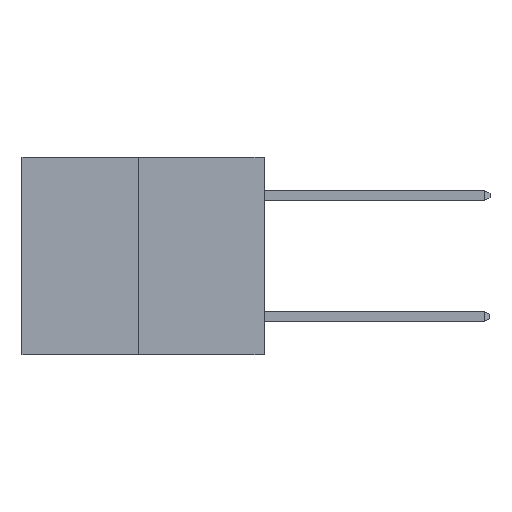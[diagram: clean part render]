
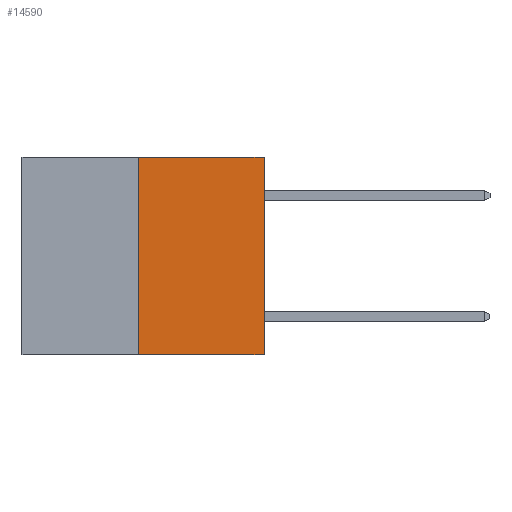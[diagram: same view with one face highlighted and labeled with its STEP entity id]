
A CAD part, left-side view. The second image highlights one B-rep face of the part: STEP entity #14590.
In plain terms, the highlighted planar face has unit normal (-1, 0, 0).
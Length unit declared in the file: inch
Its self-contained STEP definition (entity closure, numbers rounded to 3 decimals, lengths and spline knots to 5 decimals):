
#321 = LINE ( 'NONE', #7028, #15653 ) ;
#916 = AXIS2_PLACEMENT_3D ( 'NONE', #14426, #13275, #1860 ) ;
#994 = ORIENTED_EDGE ( 'NONE', *, *, #1135, .F. ) ;
#1135 = EDGE_CURVE ( 'NONE', #5028, #6867, #4938, .T. ) ;
#1139 = VERTEX_POINT ( 'NONE', #15530 ) ;
#1801 = PLANE ( 'NONE',  #916 ) ;
#1860 = DIRECTION ( 'NONE',  ( 0., 0., -1. ) ) ;
#1979 = LINE ( 'NONE', #12689, #12717 ) ;
#3353 = ORIENTED_EDGE ( 'NONE', *, *, #3668, .T. ) ;
#3485 = CARTESIAN_POINT ( 'NONE',  ( 0., 0.6, -0.49 ) ) ;
#3647 = VECTOR ( 'NONE', #12352, 39.37008 ) ;
#3668 = EDGE_CURVE ( 'NONE', #5028, #1139, #8480, .T. ) ;
#3920 = VECTOR ( 'NONE', #3927, 39.37008 ) ;
#3927 = DIRECTION ( 'NONE',  ( 0., 0., 1. ) ) ;
#4938 = LINE ( 'NONE', #7746, #3920 ) ;
#5028 = VERTEX_POINT ( 'NONE', #16138 ) ;
#6867 = VERTEX_POINT ( 'NONE', #15886 ) ;
#7009 = ORIENTED_EDGE ( 'NONE', *, *, #10840, .F. ) ;
#7028 = CARTESIAN_POINT ( 'NONE',  ( 0., 0.6, 0. ) ) ;
#7746 = CARTESIAN_POINT ( 'NONE',  ( 0., 0.312, -0.49 ) ) ;
#7757 = DIRECTION ( 'NONE',  ( 0., 0., 1. ) ) ;
#8206 = DIRECTION ( 'NONE',  ( 0., -1., 0. ) ) ;
#8480 = LINE ( 'NONE', #3485, #3647 ) ;
#9009 = VERTEX_POINT ( 'NONE', #10902 ) ;
#9665 = ORIENTED_EDGE ( 'NONE', *, *, #11866, .T. ) ;
#10840 = EDGE_CURVE ( 'NONE', #6867, #9009, #321, .T. ) ;
#10902 = CARTESIAN_POINT ( 'NONE',  ( 0., 0., 0. ) ) ;
#11866 = EDGE_CURVE ( 'NONE', #1139, #9009, #1979, .T. ) ;
#12352 = DIRECTION ( 'NONE',  ( 0., -1., 0. ) ) ;
#12689 = CARTESIAN_POINT ( 'NONE',  ( 0., 0., 0. ) ) ;
#12717 = VECTOR ( 'NONE', #7757, 39.37008 ) ;
#13275 = DIRECTION ( 'NONE',  ( 1., 0., 0. ) ) ;
#14426 = CARTESIAN_POINT ( 'NONE',  ( 0., 0.6, 0. ) ) ;
#14590 = ADVANCED_FACE ( 'NONE', ( #15224 ), #1801, .F. ) ;
#15224 = FACE_OUTER_BOUND ( 'NONE', #16413, .T. ) ;
#15530 = CARTESIAN_POINT ( 'NONE',  ( 0., 0., -0.49 ) ) ;
#15653 = VECTOR ( 'NONE', #8206, 39.37008 ) ;
#15886 = CARTESIAN_POINT ( 'NONE',  ( 0., 0.312, 0. ) ) ;
#16138 = CARTESIAN_POINT ( 'NONE',  ( 0., 0.312, -0.49 ) ) ;
#16413 = EDGE_LOOP ( 'NONE', ( #994, #3353, #9665, #7009 ) ) ;
